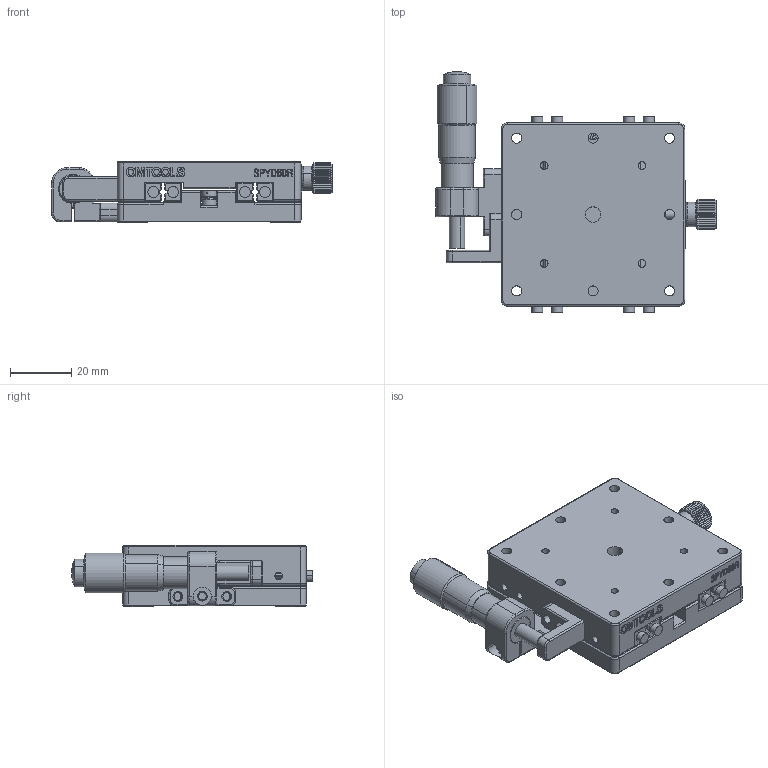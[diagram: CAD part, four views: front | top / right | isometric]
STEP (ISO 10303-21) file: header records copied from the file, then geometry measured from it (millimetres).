
FILE_DESCRIPTION (( 'STEP AP203' ), '1' );
FILE_NAME ('SPYD60R 忒雄弇痄怢.STEP', '2020-07-13T07:52:23', ( 'User' ), ( 'Microsoft' ), 'SwSTEP 2.0', 'SolidWorks 2018', '' );
FILE_SCHEMA (( 'CONFIG_CONTROL_DESIGN' ));
Length unit declared in the file: millimetre
Products named in the file (2): SPYD60R 忒雄弇痄怢
Bounding box: 91.8 x 78.75 x 20 mm (x, y, z)
Surface area: 30841.3 mm2 (no closed solid volume)
Topology: 0 solids, 24 shells, 753 faces, 2279 edges, 1507 vertices
Faces by surface type: plane 387, cylinder 236, bspline 65, torus 38, cone 27
Entity records: 32674 total; most frequent: CARTESIAN_POINT 12701, ORIENTED_EDGE 4032, DIRECTION 3900, EDGE_CURVE 2277, VERTEX_POINT 1507, AXIS2_PLACEMENT_3D 1316, VECTOR 1268, LINE 1268
